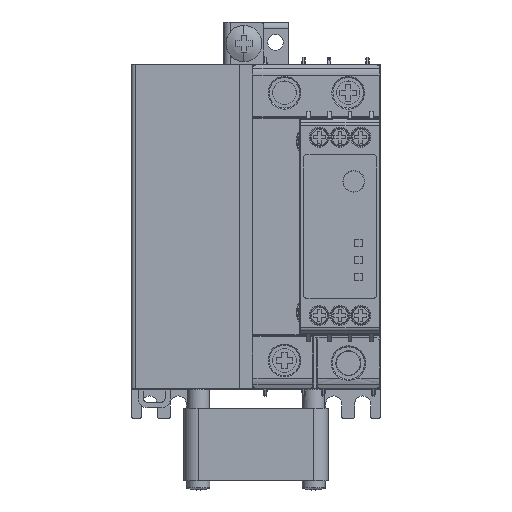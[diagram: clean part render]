
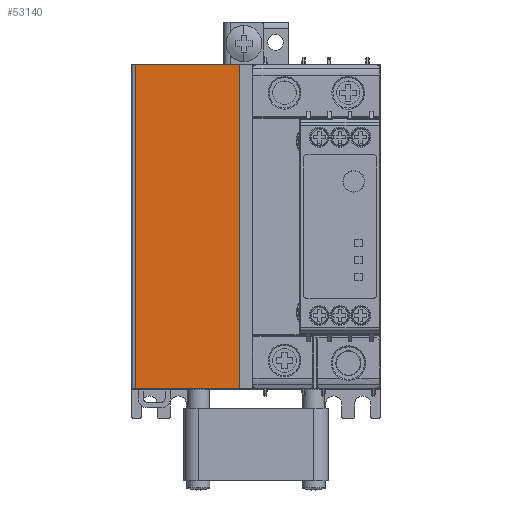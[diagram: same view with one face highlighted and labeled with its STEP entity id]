
A CAD part, top view. The second image highlights one B-rep face of the part: STEP entity #53140.
In plain terms, the highlighted planar face has unit normal (0, 0, 1).
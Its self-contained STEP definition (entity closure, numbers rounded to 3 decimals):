
#53075=CARTESIAN_POINT('',(-4.55,-45.,120.));
#53076=VERTEX_POINT('',#53075);
#53093=CARTESIAN_POINT('',(-4.55,45.0,120.));
#53094=VERTEX_POINT('',#53093);
#53101=CARTESIAN_POINT('',(-4.55,-45.,120.));
#53102=DIRECTION('',(0.0,1.0,0.0));
#53103=VECTOR('',#53102,90.);
#53104=LINE('',#53101,#53103);
#53105=EDGE_CURVE('',#53094,#53076,#53104,.F.);
#53110=CARTESIAN_POINT('',(-5.55,-45.0,120.));
#53111=DIRECTION('',(0.0,0.0,1.0));
#53112=DIRECTION('',(1.0,0.0,0.0));
#53113=AXIS2_PLACEMENT_3D('',#53110,#53111,#53112);
#53114=PLANE('',#53113);
#53115=CARTESIAN_POINT('',(-33.55,45.,120.));
#53116=VERTEX_POINT('',#53115);
#53117=CARTESIAN_POINT('',(-4.55,45.0,120.));
#53118=DIRECTION('',(-1.0,0.0,0.0));
#53119=VECTOR('',#53118,29.0);
#53120=LINE('',#53117,#53119);
#53121=EDGE_CURVE('',#53094,#53116,#53120,.T.);
#53122=ORIENTED_EDGE('',*,*,#53121,.T.);
#53123=CARTESIAN_POINT('',(-33.55,-45.,120.));
#53124=VERTEX_POINT('',#53123);
#53125=CARTESIAN_POINT('',(-33.55,-45.,120.));
#53126=DIRECTION('',(0.0,1.0,0.0));
#53127=VECTOR('',#53126,90.);
#53128=LINE('',#53125,#53127);
#53129=EDGE_CURVE('',#53124,#53116,#53128,.T.);
#53130=ORIENTED_EDGE('',*,*,#53129,.F.);
#53131=CARTESIAN_POINT('',(-33.55,-45.,120.));
#53132=DIRECTION('',(1.0,0.0,0.0));
#53133=VECTOR('',#53132,29.0);
#53134=LINE('',#53131,#53133);
#53135=EDGE_CURVE('',#53124,#53076,#53134,.T.);
#53136=ORIENTED_EDGE('',*,*,#53135,.T.);
#53137=ORIENTED_EDGE('',*,*,#53105,.F.);
#53138=EDGE_LOOP('',(#53122,#53130,#53136,#53137));
#53139=FACE_OUTER_BOUND('',#53138,.T.);
#53140=ADVANCED_FACE('',(#53139),#53114,.T.);
